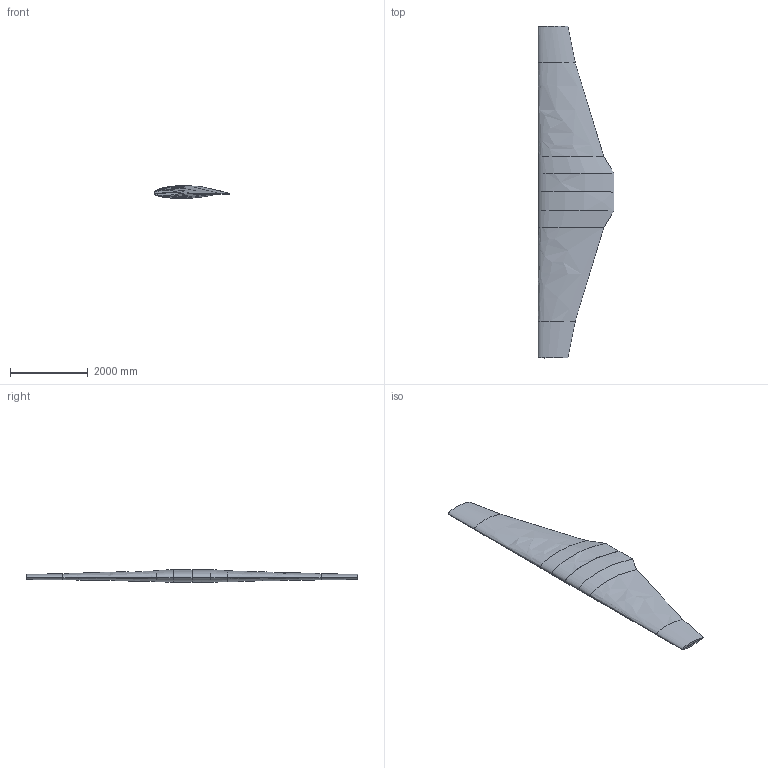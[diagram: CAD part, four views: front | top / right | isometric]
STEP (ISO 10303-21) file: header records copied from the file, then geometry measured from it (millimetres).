
FILE_DESCRIPTION((''),'1');
FILE_NAME('outfile.stp','2023-07-19T11:03:59',(''),(''),'','','');
FILE_SCHEMA(('CONFIG_CONTROL_DESIGN'));
Length unit declared in the file: foot
Bounding box: 1942.92 x 8534.4 x 329.46 mm (x, y, z)
Surface area: 25158260 mm2 (no closed solid volume)
Topology: 0 solids, 0 shells, 40 faces, 160 edges, 152 vertices
Faces by surface type: bspline 40
Entity records: 14606 total; most frequent: CARTESIAN_POINT 14513, B_SPLINE_SURFACE_WITH_KNOTS 40, PERSON_AND_ORGANIZATION_ROLE 4, CC_DESIGN_PERSON_AND_ORGANIZATION_ASSIGNMENT 4, DIMENSIONAL_EXPONENTS 2, DIRECTION 2, DATE_TIME_ROLE 2, CC_DESIGN_DATE_AND_TIME_ASSIGNMENT 2
